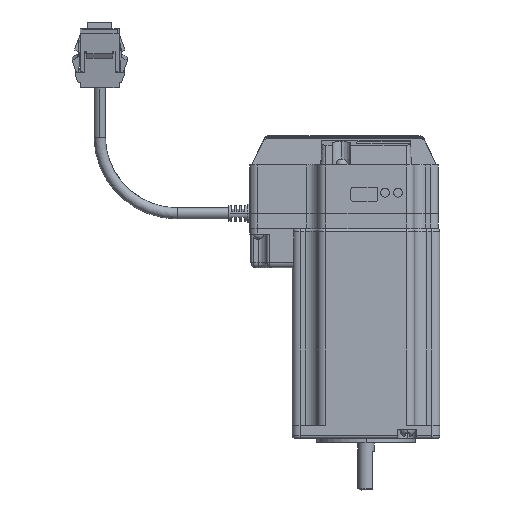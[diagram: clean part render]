
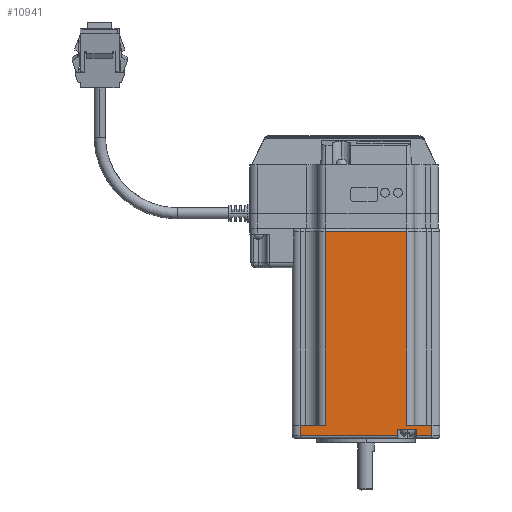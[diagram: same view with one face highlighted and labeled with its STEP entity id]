
A CAD part, left-side view. The second image highlights one B-rep face of the part: STEP entity #10941.
In plain terms, the highlighted planar face has unit normal (-1, 0, 0).
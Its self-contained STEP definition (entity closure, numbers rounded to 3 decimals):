
#1291 = CARTESIAN_POINT ( 'NONE',  ( -28.5, 15.77, -77.5 ) ) ;
#1292 = DIRECTION ( 'NONE',  ( 0., 0., -1. ) ) ;
#1296 = CARTESIAN_POINT ( 'NONE',  ( -28.5, 0., -38. ) ) ;
#1297 = DIRECTION ( 'NONE',  ( 0., -1., 0. ) ) ;
#1298 = CARTESIAN_POINT ( 'NONE',  ( -28.5, -15.77, -75. ) ) ;
#1299 = DIRECTION ( 'NONE',  ( 0., 0., -1. ) ) ;
#5152 = EDGE_LOOP ( 'NONE', ( #26674, #26671, #26762, #26564, #26977, #26879, #26725, #26845, #26719, #26738, #26721, #26888 ) ) ;
#8958 = CARTESIAN_POINT ( 'NONE',  ( -28.5, -28.5, -37. ) ) ;
#8992 = PLANE ( 'NONE',  #27106 ) ;
#8996 = DIRECTION ( 'NONE',  ( -1., 0., 0. ) ) ;
#9005 = DIRECTION ( 'NONE',  ( 0., 1., 0. ) ) ;
#10941 = ADVANCED_FACE ( 'NONE', ( #17567 ), #8992, .T. ) ;
#12136 = VERTEX_POINT ( 'NONE', #15173 ) ;
#12152 = VERTEX_POINT ( 'NONE', #15252 ) ;
#12170 = VERTEX_POINT ( 'NONE', #15325 ) ;
#12175 = VERTEX_POINT ( 'NONE', #15395 ) ;
#12204 = VERTEX_POINT ( 'NONE', #15434 ) ;
#12237 = VERTEX_POINT ( 'NONE', #15489 ) ;
#12248 = VERTEX_POINT ( 'NONE', #15524 ) ;
#12252 = VERTEX_POINT ( 'NONE', #15583 ) ;
#12256 = VERTEX_POINT ( 'NONE', #15569 ) ;
#12298 = VERTEX_POINT ( 'NONE', #15683 ) ;
#12319 = VERTEX_POINT ( 'NONE', #15729 ) ;
#12330 = VERTEX_POINT ( 'NONE', #15794 ) ;
#15173 = CARTESIAN_POINT ( 'NONE',  ( -28.5, -25.5, -113. ) ) ;
#15252 = CARTESIAN_POINT ( 'NONE',  ( -28.5, -15.77, -113. ) ) ;
#15325 = CARTESIAN_POINT ( 'NONE',  ( -28.5, -25.5, -117. ) ) ;
#15395 = CARTESIAN_POINT ( 'NONE',  ( -28.5, 25.5, -117. ) ) ;
#15434 = CARTESIAN_POINT ( 'NONE',  ( -28.5, 25.5, -113. ) ) ;
#15489 = CARTESIAN_POINT ( 'NONE',  ( -28.5, 15.77, -113. ) ) ;
#15524 = CARTESIAN_POINT ( 'NONE',  ( -28.5, -19.6, -114.5 ) ) ;
#15569 = CARTESIAN_POINT ( 'NONE',  ( -28.5, -12.2, -117. ) ) ;
#15583 = CARTESIAN_POINT ( 'NONE',  ( -28.5, -12.2, -114.5 ) ) ;
#15683 = CARTESIAN_POINT ( 'NONE',  ( -28.5, -19.6, -117. ) ) ;
#15729 = CARTESIAN_POINT ( 'NONE',  ( -28.5, -15.77, -38. ) ) ;
#15794 = CARTESIAN_POINT ( 'NONE',  ( -28.5, 15.77, -38. ) ) ;
#17567 = FACE_OUTER_BOUND ( 'NONE', #5152, .T. ) ;
#19018 = CARTESIAN_POINT ( 'NONE',  ( -28.5, 0., -113. ) ) ;
#19053 = CARTESIAN_POINT ( 'NONE',  ( -28.5, 0., -117. ) ) ;
#19054 = DIRECTION ( 'NONE',  ( 0., -1., 0. ) ) ;
#19056 = DIRECTION ( 'NONE',  ( 0., 0., -1. ) ) ;
#19060 = CARTESIAN_POINT ( 'NONE',  ( -28.5, 25.5, -77.5 ) ) ;
#19078 = DIRECTION ( 'NONE',  ( 0., 1., 0. ) ) ;
#19145 = DIRECTION ( 'NONE',  ( 0., -1., 0. ) ) ;
#19153 = CARTESIAN_POINT ( 'NONE',  ( -28.5, 0., -117. ) ) ;
#19470 = CARTESIAN_POINT ( 'NONE',  ( -28.5, -25.5, -77.5 ) ) ;
#19471 = DIRECTION ( 'NONE',  ( 0., 1., 0. ) ) ;
#19472 = DIRECTION ( 'NONE',  ( 0., 0., 1. ) ) ;
#19477 = CARTESIAN_POINT ( 'NONE',  ( -28.5, 0., -113. ) ) ;
#20973 = LINE ( 'NONE', #19470, #20993 ) ;
#20991 = LINE ( 'NONE', #19477, #21003 ) ;
#20993 = VECTOR ( 'NONE', #19472, 1000. ) ;
#21003 = VECTOR ( 'NONE', #19471, 1000. ) ;
#21040 = LINE ( 'NONE', #19018, #21064 ) ;
#21046 = LINE ( 'NONE', #19053, #21052 ) ;
#21050 = LINE ( 'NONE', #19060, #21056 ) ;
#21052 = VECTOR ( 'NONE', #19054, 1000. ) ;
#21056 = VECTOR ( 'NONE', #19056, 1000. ) ;
#21064 = VECTOR ( 'NONE', #19078, 1000. ) ;
#21080 = LINE ( 'NONE', #19153, #21088 ) ;
#21088 = VECTOR ( 'NONE', #19145, 1000. ) ;
#25992 = EDGE_CURVE ( 'NONE', #12170, #12136, #20973, .T. ) ;
#25995 = EDGE_CURVE ( 'NONE', #12136, #12152, #20991, .T. ) ;
#26011 = EDGE_CURVE ( 'NONE', #12175, #12256, #21046, .T. ) ;
#26012 = EDGE_CURVE ( 'NONE', #12204, #12175, #21050, .T. ) ;
#26014 = EDGE_CURVE ( 'NONE', #12237, #12204, #21040, .T. ) ;
#26022 = EDGE_CURVE ( 'NONE', #12298, #12170, #21080, .T. ) ;
#26564 = ORIENTED_EDGE ( 'NONE', *, *, #34873, .T. ) ;
#26671 = ORIENTED_EDGE ( 'NONE', *, *, #26011, .T. ) ;
#26674 = ORIENTED_EDGE ( 'NONE', *, *, #26012, .T. ) ;
#26719 = ORIENTED_EDGE ( 'NONE', *, *, #35045, .F. ) ;
#26721 = ORIENTED_EDGE ( 'NONE', *, *, #35047, .T. ) ;
#26725 = ORIENTED_EDGE ( 'NONE', *, *, #25992, .T. ) ;
#26738 = ORIENTED_EDGE ( 'NONE', *, *, #35044, .F. ) ;
#26762 = ORIENTED_EDGE ( 'NONE', *, *, #34875, .T. ) ;
#26845 = ORIENTED_EDGE ( 'NONE', *, *, #25995, .T. ) ;
#26879 = ORIENTED_EDGE ( 'NONE', *, *, #26022, .T. ) ;
#26888 = ORIENTED_EDGE ( 'NONE', *, *, #26014, .T. ) ;
#26977 = ORIENTED_EDGE ( 'NONE', *, *, #34890, .T. ) ;
#27106 = AXIS2_PLACEMENT_3D ( 'NONE', #8958, #8996, #9005 ) ;
#30114 = CARTESIAN_POINT ( 'NONE',  ( -28.5, 0., -114.5 ) ) ;
#30115 = DIRECTION ( 'NONE',  ( 0., -1., 0. ) ) ;
#30126 = CARTESIAN_POINT ( 'NONE',  ( -28.5, -12.2, -77.5 ) ) ;
#30127 = DIRECTION ( 'NONE',  ( 0., 0., 1. ) ) ;
#30156 = CARTESIAN_POINT ( 'NONE',  ( -28.5, -19.6, -77.5 ) ) ;
#30157 = DIRECTION ( 'NONE',  ( 0., 0., -1. ) ) ;
#31811 = LINE ( 'NONE', #30114, #31813 ) ;
#31813 = VECTOR ( 'NONE', #30115, 1000. ) ;
#31814 = LINE ( 'NONE', #30126, #31817 ) ;
#31817 = VECTOR ( 'NONE', #30127, 1000. ) ;
#31842 = LINE ( 'NONE', #30156, #31845 ) ;
#31845 = VECTOR ( 'NONE', #30157, 1000. ) ;
#32031 = LINE ( 'NONE', #1296, #32034 ) ;
#32033 = LINE ( 'NONE', #1298, #32036 ) ;
#32034 = VECTOR ( 'NONE', #1297, 1000. ) ;
#32036 = VECTOR ( 'NONE', #1299, 1000. ) ;
#32037 = LINE ( 'NONE', #1291, #32039 ) ;
#32039 = VECTOR ( 'NONE', #1292, 1000. ) ;
#34873 = EDGE_CURVE ( 'NONE', #12252, #12248, #31811, .T. ) ;
#34875 = EDGE_CURVE ( 'NONE', #12256, #12252, #31814, .T. ) ;
#34890 = EDGE_CURVE ( 'NONE', #12248, #12298, #31842, .T. ) ;
#35044 = EDGE_CURVE ( 'NONE', #12330, #12319, #32031, .T. ) ;
#35045 = EDGE_CURVE ( 'NONE', #12319, #12152, #32033, .T. ) ;
#35047 = EDGE_CURVE ( 'NONE', #12330, #12237, #32037, .T. ) ;
